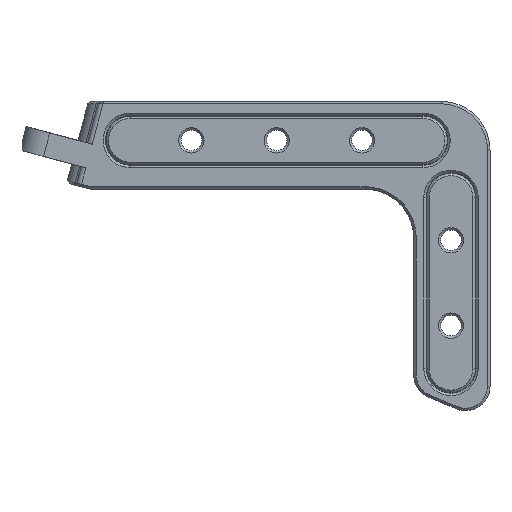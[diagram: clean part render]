
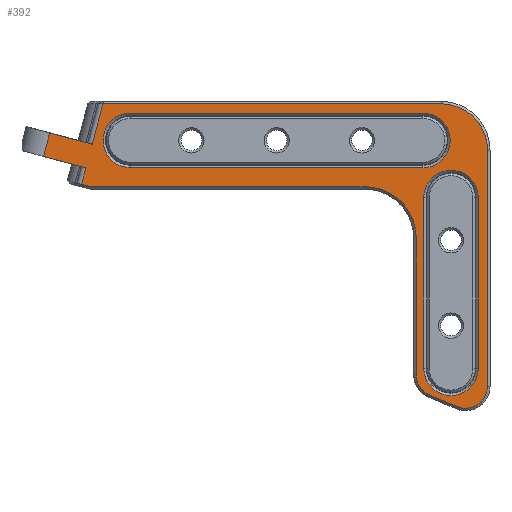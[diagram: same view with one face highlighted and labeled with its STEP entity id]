
A CAD part, front view. The second image highlights one B-rep face of the part: STEP entity #392.
In plain terms, the highlighted planar face has unit normal (0, -1, 0).
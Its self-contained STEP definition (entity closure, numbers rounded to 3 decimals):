
#392=ADVANCED_FACE('',(#942,#944,#946),#948,.F.);
#942=FACE_BOUND('',#943,.T.);
#943=EDGE_LOOP('',(#3234,#3235,#3236,#3237,#3238,#3239,#3240,#3241,#3242,#3243,#3244,
#3245,#3246,#3247,#3248));
#944=FACE_BOUND('',#945,.T.);
#945=EDGE_LOOP('',(#3249,#3250,#3251,#3252));
#946=FACE_BOUND('',#947,.T.);
#947=EDGE_LOOP('',(#3253,#3254,#3255,#3256));
#948=PLANE('',#949);
#949=AXIS2_PLACEMENT_3D('',#950,#951,#952);
#950=CARTESIAN_POINT('',(0.,-15.,0.));
#951=DIRECTION('',(0.,1.,0.));
#952=DIRECTION('',(-1.,0.,0.));
#3234=ORIENTED_EDGE('',*,*,#4276,.F.);
#3235=ORIENTED_EDGE('',*,*,#4277,.F.);
#3236=ORIENTED_EDGE('',*,*,#4278,.F.);
#3237=ORIENTED_EDGE('',*,*,#4279,.F.);
#3238=ORIENTED_EDGE('',*,*,#4280,.F.);
#3239=ORIENTED_EDGE('',*,*,#4281,.F.);
#3240=ORIENTED_EDGE('',*,*,#4282,.F.);
#3241=ORIENTED_EDGE('',*,*,#4283,.F.);
#3242=ORIENTED_EDGE('',*,*,#4284,.F.);
#3243=ORIENTED_EDGE('',*,*,#4285,.F.);
#3244=ORIENTED_EDGE('',*,*,#4286,.T.);
#3245=ORIENTED_EDGE('',*,*,#4202,.F.);
#3246=ORIENTED_EDGE('',*,*,#4287,.F.);
#3247=ORIENTED_EDGE('',*,*,#4195,.F.);
#3248=ORIENTED_EDGE('',*,*,#4288,.T.);
#3249=ORIENTED_EDGE('',*,*,#4289,.T.);
#3250=ORIENTED_EDGE('',*,*,#4290,.T.);
#3251=ORIENTED_EDGE('',*,*,#4291,.T.);
#3252=ORIENTED_EDGE('',*,*,#4292,.T.);
#3253=ORIENTED_EDGE('',*,*,#4293,.T.);
#3254=ORIENTED_EDGE('',*,*,#4294,.T.);
#3255=ORIENTED_EDGE('',*,*,#4295,.T.);
#3256=ORIENTED_EDGE('',*,*,#4296,.T.);
#4195=EDGE_CURVE('',#4846,#4830,#4848,.T.);
#4202=EDGE_CURVE('',#4859,#4861,#4862,.T.);
#4276=EDGE_CURVE('',#4989,#4990,#4991,.T.);
#4277=EDGE_CURVE('',#4992,#4989,#4993,.T.);
#4278=EDGE_CURVE('',#4994,#4992,#4995,.T.);
#4279=EDGE_CURVE('',#4996,#4994,#4997,.T.);
#4280=EDGE_CURVE('',#4998,#4996,#4999,.T.);
#4281=EDGE_CURVE('',#5000,#4998,#5001,.T.);
#4282=EDGE_CURVE('',#5002,#5000,#5003,.T.);
#4283=EDGE_CURVE('',#5004,#5002,#5005,.T.);
#4284=EDGE_CURVE('',#5006,#5004,#5007,.T.);
#4285=EDGE_CURVE('',#5008,#5006,#5009,.T.);
#4286=EDGE_CURVE('',#5008,#4861,#5010,.F.);
#4287=EDGE_CURVE('',#4830,#4859,#5011,.T.);
#4288=EDGE_CURVE('',#4846,#4990,#5012,.T.);
#4289=EDGE_CURVE('',#5013,#5014,#5015,.T.);
#4290=EDGE_CURVE('',#5014,#5016,#5017,.F.);
#4291=EDGE_CURVE('',#5016,#5018,#5019,.T.);
#4292=EDGE_CURVE('',#5018,#5013,#5020,.F.);
#4293=EDGE_CURVE('',#5021,#5022,#5023,.T.);
#4294=EDGE_CURVE('',#5022,#5024,#5025,.F.);
#4295=EDGE_CURVE('',#5024,#5026,#5027,.T.);
#4296=EDGE_CURVE('',#5026,#5021,#5028,.F.);
#4830=VERTEX_POINT('',#6768);
#4846=VERTEX_POINT('',#6806);
#4848=LINE('',#6811,#6812);
#4859=VERTEX_POINT('',#6838);
#4861=VERTEX_POINT('',#6843);
#4862=LINE('',#6844,#6845);
#4989=VERTEX_POINT('',#7509);
#4990=VERTEX_POINT('',#7510);
#4991=LINE('',#7511,#7512);
#4992=VERTEX_POINT('',#7514);
#4993=LINE('',#7515,#7516);
#4994=VERTEX_POINT('',#7518);
#4995=CIRCLE('',#7519,10.5);
#4996=VERTEX_POINT('',#7523);
#4997=LINE('',#7524,#7525);
#4998=VERTEX_POINT('',#7527);
#4999=CIRCLE('',#7528,4.5);
#5000=VERTEX_POINT('',#7532);
#5001=LINE('',#7533,#7534);
#5002=VERTEX_POINT('',#7536);
#5003=CIRCLE('',#7537,4.5);
#5004=VERTEX_POINT('',#7541);
#5005=LINE('',#7542,#7543);
#5006=VERTEX_POINT('',#7545);
#5007=CIRCLE('',#7546,9.5);
#5008=VERTEX_POINT('',#7550);
#5009=LINE('',#7551,#7552);
#5010=LINE('',#7554,#7555);
#5011=LINE('',#7557,#7558);
#5012=LINE('',#7560,#7561);
#5013=VERTEX_POINT('',#7563);
#5014=VERTEX_POINT('',#7564);
#5015=LINE('',#7565,#7566);
#5016=VERTEX_POINT('',#7568);
#5017=CIRCLE('',#7569,5.6);
#5018=VERTEX_POINT('',#7573);
#5019=LINE('',#7574,#7575);
#5020=CIRCLE('',#7577,5.6);
#5021=VERTEX_POINT('',#7581);
#5022=VERTEX_POINT('',#7582);
#5023=LINE('',#7583,#7584);
#5024=VERTEX_POINT('',#7586);
#5025=CIRCLE('',#7587,5.6);
#5026=VERTEX_POINT('',#7591);
#5027=LINE('',#7592,#7593);
#5028=CIRCLE('',#7595,5.6);
#6768=CARTESIAN_POINT('',(-47.84,-15.,-3.289));
#6806=CARTESIAN_POINT('',(-39.147,-15.,-5.619));
#6811=CARTESIAN_POINT('',(-39.147,-15.,-5.619));
#6812=VECTOR('',#6813,1.);
#6813=DIRECTION('',(-0.966,0.,0.259));
#6838=CARTESIAN_POINT('',(-46.546,-15.,1.54));
#6843=CARTESIAN_POINT('',(-37.852,-15.,-0.789));
#6844=CARTESIAN_POINT('',(-46.546,-15.,1.54));
#6845=VECTOR('',#6846,1.);
#6846=DIRECTION('',(0.966,0.,-0.259));
#7509=CARTESIAN_POINT('',(-38.184,-15.,-9.5));
#7510=CARTESIAN_POINT('',(-40.052,-15.,-8.999));
#7511=CARTESIAN_POINT('',(-38.184,-15.,-9.5));
#7512=VECTOR('',#7513,1.);
#7513=DIRECTION('',(-0.966,0.,0.259));
#7514=CARTESIAN_POINT('',(18.11,-15.,-9.5));
#7515=CARTESIAN_POINT('',(18.11,-15.,-9.5));
#7516=VECTOR('',#7517,1.);
#7517=DIRECTION('',(-1.,0.,0.));
#7518=CARTESIAN_POINT('',(28.61,-15.,-20.));
#7519=AXIS2_PLACEMENT_3D('',#7520,#7521,#7522);
#7520=CARTESIAN_POINT('',(18.11,-15.,-20.));
#7521=DIRECTION('',(0.,-1.,0.));
#7522=DIRECTION('',(1.,0.,0.));
#7523=CARTESIAN_POINT('',(28.61,-15.,-48.056));
#7524=CARTESIAN_POINT('',(28.61,-15.,-48.056));
#7525=VECTOR('',#7526,1.);
#7526=DIRECTION('',(0.,0.,1.));
#7527=CARTESIAN_POINT('',(31.353,-15.,-52.199));
#7528=AXIS2_PLACEMENT_3D('',#7529,#7530,#7531);
#7529=CARTESIAN_POINT('',(33.11,-15.,-48.056));
#7530=DIRECTION('',(0.,1.,0.));
#7531=DIRECTION('',(-0.39,0.,-0.921));
#7532=CARTESIAN_POINT('',(36.993,-15.,-54.591));
#7533=CARTESIAN_POINT('',(36.993,-15.,-54.591));
#7534=VECTOR('',#7535,1.);
#7535=DIRECTION('',(-0.921,0.,0.39));
#7536=CARTESIAN_POINT('',(43.25,-15.,-50.448));
#7537=AXIS2_PLACEMENT_3D('',#7538,#7539,#7540);
#7538=CARTESIAN_POINT('',(38.75,-15.,-50.448));
#7539=DIRECTION('',(0.,1.,0.));
#7540=DIRECTION('',(1.,0.,0.));
#7541=CARTESIAN_POINT('',(43.25,-15.,-2.));
#7542=CARTESIAN_POINT('',(43.25,-15.,-2.));
#7543=VECTOR('',#7544,1.);
#7544=DIRECTION('',(0.,0.,-1.));
#7545=CARTESIAN_POINT('',(33.75,-15.,7.5));
#7546=AXIS2_PLACEMENT_3D('',#7547,#7548,#7549);
#7547=CARTESIAN_POINT('',(33.75,-15.,-2.));
#7548=DIRECTION('',(0.,1.,0.));
#7549=DIRECTION('',(0.,0.,1.));
#7550=CARTESIAN_POINT('',(-35.631,-15.,7.5));
#7551=CARTESIAN_POINT('',(-35.631,-15.,7.5));
#7552=VECTOR('',#7553,1.);
#7553=DIRECTION('',(1.,0.,0.));
#7554=CARTESIAN_POINT('',(-37.852,-15.,-0.789));
#7555=VECTOR('',#7556,1.);
#7556=DIRECTION('',(0.259,0.,0.966));
#7557=CARTESIAN_POINT('',(-47.84,-15.,-3.289));
#7558=VECTOR('',#7559,1.);
#7559=DIRECTION('',(0.259,0.,0.966));
#7560=CARTESIAN_POINT('',(-39.147,-15.,-5.619));
#7561=VECTOR('',#7562,1.);
#7562=DIRECTION('',(-0.259,0.,-0.966));
#7563=CARTESIAN_POINT('',(-30.,-15.,5.6));
#7564=CARTESIAN_POINT('',(30.,-15.,5.6));
#7565=CARTESIAN_POINT('',(-30.,-15.,5.6));
#7566=VECTOR('',#7567,1.);
#7567=DIRECTION('',(1.,0.,0.));
#7568=CARTESIAN_POINT('',(30.,-15.,-5.6));
#7569=AXIS2_PLACEMENT_3D('',#7570,#7571,#7572);
#7570=CARTESIAN_POINT('',(30.,-15.,0.));
#7571=DIRECTION('',(0.,-1.,0.));
#7572=DIRECTION('',(0.,0.,-1.));
#7573=CARTESIAN_POINT('',(-30.,-15.,-5.6));
#7574=CARTESIAN_POINT('',(30.,-15.,-5.6));
#7575=VECTOR('',#7576,1.);
#7576=DIRECTION('',(-1.,0.,0.));
#7577=AXIS2_PLACEMENT_3D('',#7578,#7579,#7580);
#7578=CARTESIAN_POINT('',(-30.,-15.,0.));
#7579=DIRECTION('',(0.,-1.,0.));
#7580=DIRECTION('',(0.,0.,1.));
#7581=CARTESIAN_POINT('',(30.15,-15.,-46.744));
#7582=CARTESIAN_POINT('',(30.15,-15.,-11.744));
#7583=CARTESIAN_POINT('',(30.15,-15.,-46.744));
#7584=VECTOR('',#7585,1.);
#7585=DIRECTION('',(0.,0.,1.));
#7586=CARTESIAN_POINT('',(41.35,-15.,-11.744));
#7587=AXIS2_PLACEMENT_3D('',#7588,#7589,#7590);
#7588=CARTESIAN_POINT('',(35.75,-15.,-11.744));
#7589=DIRECTION('',(0.,-1.,0.));
#7590=DIRECTION('',(1.,0.,0.));
#7591=CARTESIAN_POINT('',(41.35,-15.,-46.744));
#7592=CARTESIAN_POINT('',(41.35,-15.,-11.744));
#7593=VECTOR('',#7594,1.);
#7594=DIRECTION('',(0.,0.,-1.));
#7595=AXIS2_PLACEMENT_3D('',#7596,#7597,#7598);
#7596=CARTESIAN_POINT('',(35.75,-15.,-46.744));
#7597=DIRECTION('',(0.,-1.,0.));
#7598=DIRECTION('',(-1.,0.,0.));
